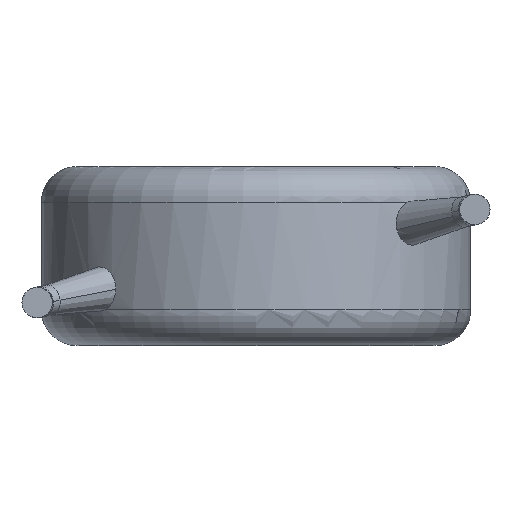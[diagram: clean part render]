
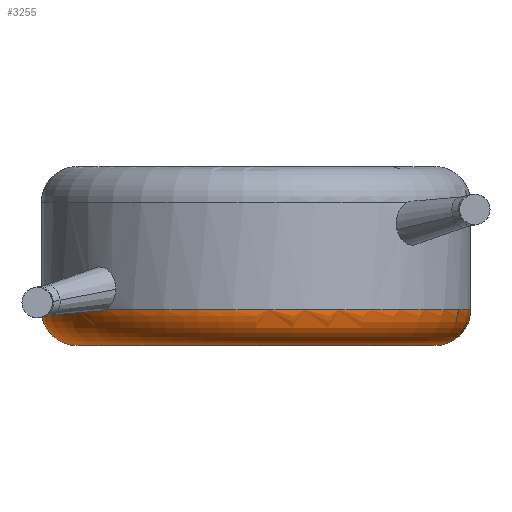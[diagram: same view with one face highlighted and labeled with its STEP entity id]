
A CAD part, front view. The second image highlights one B-rep face of the part: STEP entity #3255.
In plain terms, the highlighted toroidal (fillet/blend) face has major radius 5 mm and minor radius 1 mm.
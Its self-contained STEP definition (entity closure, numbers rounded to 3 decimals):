
#14 = TOROIDAL_SURFACE ( 'NONE', #193, 5., 1. ) ;
#97 = CARTESIAN_POINT ( 'NONE',  ( 0., 0., 1. ) ) ;
#193 = AXIS2_PLACEMENT_3D ( 'NONE', #1562, #3160, #3478 ) ;
#289 = EDGE_CURVE ( 'NONE', #3734, #2848, #2723, .T. ) ;
#322 = ORIENTED_EDGE ( 'NONE', *, *, #542, .T. ) ;
#325 = DIRECTION ( 'NONE',  ( 0., -1., 0. ) ) ;
#408 = DIRECTION ( 'NONE',  ( 0., 0., 1. ) ) ;
#488 = CARTESIAN_POINT ( 'NONE',  ( 0., 0., 0. ) ) ;
#542 = EDGE_CURVE ( 'NONE', #3245, #846, #2498, .T. ) ;
#640 = ORIENTED_EDGE ( 'NONE', *, *, #3513, .F. ) ;
#651 = CARTESIAN_POINT ( 'NONE',  ( 6., 0., 1. ) ) ;
#792 = DIRECTION ( 'NONE',  ( 0., 0., -1. ) ) ;
#846 = VERTEX_POINT ( 'NONE', #3535 ) ;
#894 = CARTESIAN_POINT ( 'NONE',  ( -4.216, -4.269, 1. ) ) ;
#925 = CARTESIAN_POINT ( 'NONE',  ( -4.216, -4.269, 1. ) ) ;
#1066 = CARTESIAN_POINT ( 'NONE',  ( 5., 0., 1. ) ) ;
#1071 = CARTESIAN_POINT ( 'NONE',  ( -5., 0., 1. ) ) ;
#1136 = ORIENTED_EDGE ( 'NONE', *, *, #289, .F. ) ;
#1139 = CIRCLE ( 'NONE', #3152, 5. ) ;
#1140 = CARTESIAN_POINT ( 'NONE',  ( -6., 0., 1. ) ) ;
#1203 = CARTESIAN_POINT ( 'NONE',  ( -4.408, -4.072, 0.953 ) ) ;
#1247 = ORIENTED_EDGE ( 'NONE', *, *, #1748, .F. ) ;
#1286 = CARTESIAN_POINT ( 'NONE',  ( 0., 0., 1. ) ) ;
#1333 = VERTEX_POINT ( 'NONE', #3450 ) ;
#1355 = EDGE_CURVE ( 'NONE', #1333, #3734, #1139, .T. ) ;
#1384 = ORIENTED_EDGE ( 'NONE', *, *, #1817, .T. ) ;
#1490 = AXIS2_PLACEMENT_3D ( 'NONE', #97, #408, #2526 ) ;
#1562 = CARTESIAN_POINT ( 'NONE',  ( 0., 0., 1. ) ) ;
#1748 = EDGE_CURVE ( 'NONE', #2848, #846, #2736, .T. ) ;
#1780 = AXIS2_PLACEMENT_3D ( 'NONE', #1066, #325, #2454 ) ;
#1817 = EDGE_CURVE ( 'NONE', #1333, #3776, #3409, .T. ) ;
#1943 = AXIS2_PLACEMENT_3D ( 'NONE', #1286, #2839, #2505 ) ;
#1954 = AXIS2_PLACEMENT_3D ( 'NONE', #1071, #3457, #2897 ) ;
#2104 = FACE_OUTER_BOUND ( 'NONE', #3044, .T. ) ;
#2454 = DIRECTION ( 'NONE',  ( 0., 0., -1. ) ) ;
#2498 = B_SPLINE_CURVE_WITH_KNOTS ( 'NONE', 3,
 ( #894, #2738, #1203, #3653 ),
 .UNSPECIFIED., .F., .F.,
 ( 4, 4 ),
 ( 0., 0. ),
 .UNSPECIFIED. ) ;
#2505 = DIRECTION ( 'NONE',  ( 1., 0., 0. ) ) ;
#2526 = DIRECTION ( 'NONE',  ( 1., 0., 0. ) ) ;
#2723 = CIRCLE ( 'NONE', #1954, 1. ) ;
#2736 = CIRCLE ( 'NONE', #1490, 6. ) ;
#2738 = CARTESIAN_POINT ( 'NONE',  ( -4.31, -4.177, 0.953 ) ) ;
#2839 = DIRECTION ( 'NONE',  ( 0., 0., 1. ) ) ;
#2848 = VERTEX_POINT ( 'NONE', #1140 ) ;
#2897 = DIRECTION ( 'NONE',  ( -1., 0., 0. ) ) ;
#3001 = CIRCLE ( 'NONE', #1943, 6. ) ;
#3044 = EDGE_LOOP ( 'NONE', ( #1136, #3690, #1384, #640, #322, #1247 ) ) ;
#3117 = CARTESIAN_POINT ( 'NONE',  ( -5., 0., 0. ) ) ;
#3152 = AXIS2_PLACEMENT_3D ( 'NONE', #488, #792, #3231 ) ;
#3160 = DIRECTION ( 'NONE',  ( 0., 0., 1. ) ) ;
#3231 = DIRECTION ( 'NONE',  ( 1., 0., 0. ) ) ;
#3245 = VERTEX_POINT ( 'NONE', #925 ) ;
#3255 = ADVANCED_FACE ( 'NONE', ( #2104 ), #14, .T. ) ;
#3409 = CIRCLE ( 'NONE', #1780, 1. ) ;
#3450 = CARTESIAN_POINT ( 'NONE',  ( 5., 0., 0. ) ) ;
#3457 = DIRECTION ( 'NONE',  ( 0., 1., 0. ) ) ;
#3478 = DIRECTION ( 'NONE',  ( 1., 0., 0. ) ) ;
#3513 = EDGE_CURVE ( 'NONE', #3245, #3776, #3001, .T. ) ;
#3535 = CARTESIAN_POINT ( 'NONE',  ( -4.496, -3.974, 1. ) ) ;
#3653 = CARTESIAN_POINT ( 'NONE',  ( -4.496, -3.974, 1. ) ) ;
#3690 = ORIENTED_EDGE ( 'NONE', *, *, #1355, .F. ) ;
#3734 = VERTEX_POINT ( 'NONE', #3117 ) ;
#3776 = VERTEX_POINT ( 'NONE', #651 ) ;
